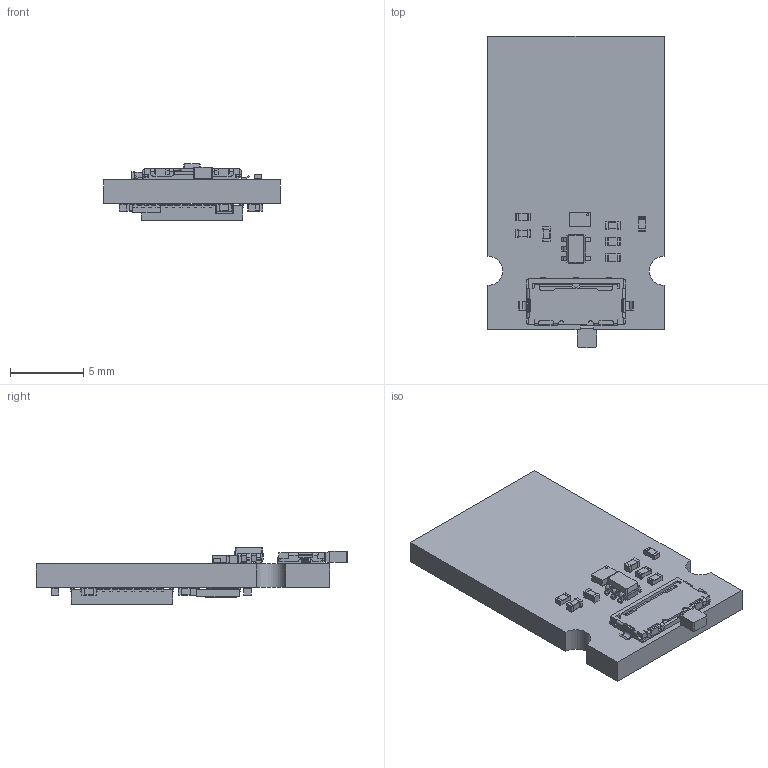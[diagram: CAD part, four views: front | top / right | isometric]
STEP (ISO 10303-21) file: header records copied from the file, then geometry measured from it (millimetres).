
FILE_DESCRIPTION(('KiCad electronic assembly'),'2;1');
FILE_NAME('spur.step','2020-12-04T00:25:03',('An Author'),('A Company'), 'Open CASCADE STEP processor 7.5','KiCad to STEP converter','Unknown' );
FILE_SCHEMA(('AUTOMOTIVE_DESIGN { 1 0 10303 214 1 1 1 1 }'));
Length unit declared in the file: millimetre
Products named in the file (19): Open CASCADE STEP translator 7.5 1; DFN-8-1EP_3x2mm_P0.5mm_EP1.36x1.46mm; SOLID; C_0402_1005Metric; SOT-886; R_0402_1005Metric; SOT-353_SC-70-5; JS102000SAQN; js102000saqn; QFN-48-1EP_7x7mm_P0.5mm_EP5.6x5.6mm; Crystal_SMD_MicroCrystal_CC8V-T1A-2Pin_2.0x1.2mm; COMPOUND
Assembly tree (30 placements, depth 3):
  Open CASCADE STEP translator 7.5 1
    DFN-8-1EP_3x2mm_P0.5mm_EP1.36x1.46mm
      SOLID
    C_0402_1005Metric  x10
      SOLID
    SOT-886
      SOLID
    R_0402_1005Metric  x4
      SOLID
    SOT-353_SC-70-5
      SOLID
    JS102000SAQN
      SOLID
    js102000saqn
    QFN-48-1EP_7x7mm_P0.5mm_EP5.6x5.6mm
      SOLID
    Crystal_SMD_MicroCrystal_CC8V-T1A-2Pin_2.0x1.2mm
      SOLID
    COMPOUND
Bounding box: 12 x 21.25 x 3.85 mm (x, y, z)
Volume: 452.4 mm3; surface area: 887.7 mm2
Topology: 21 solids, 21 shells, 1238 faces, 3391 edges, 2231 vertices
Faces by surface type: plane 939, cylinder 264, bspline 29, torus 4, cone 2
Full cylindrical faces by diameter (mm): 0.15 x1, 0.2 x1, 0.4 x1, 0.8 x2, 0.9 x2
Entity records: 66927 total; most frequent: CARTESIAN_POINT 11780, DIRECTION 9359, LINE 6859, VECTOR 6859, ORIENTED_EDGE 5078, PCURVE 5078, DEFINITIONAL_REPRESENTATION 5078, EDGE_CURVE 2539
